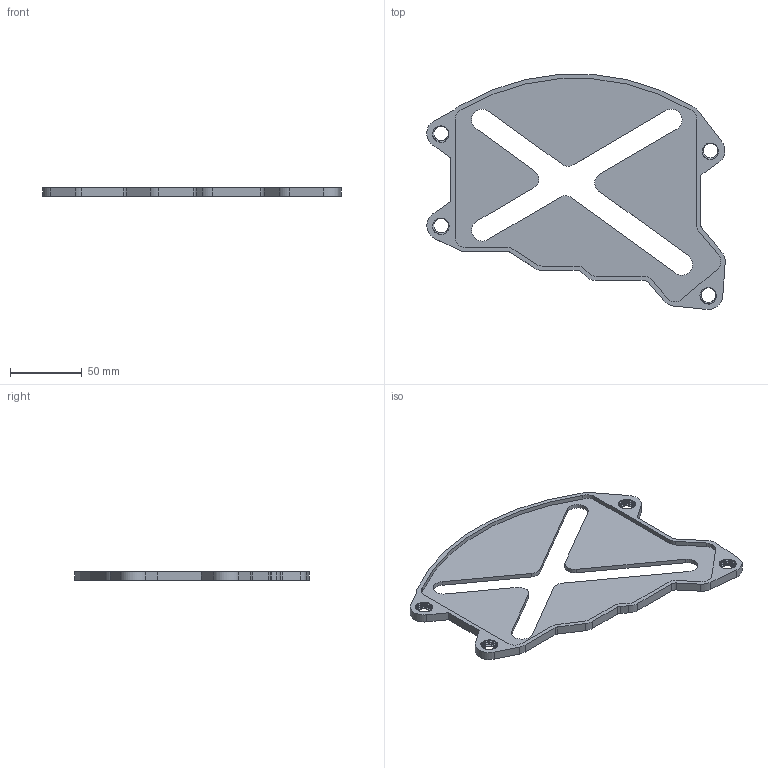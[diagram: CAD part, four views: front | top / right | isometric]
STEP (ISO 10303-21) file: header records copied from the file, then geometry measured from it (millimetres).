
FILE_DESCRIPTION(/* description */ (''),/* implementation_level */ '2;1');
FILE_NAME(/* name */ 'TentingLeft.step',/* time_stamp */ '2024-06-18T21:45:55+02:00',/* author */ (''),/* organization */ (''),/* preprocessor_version */ 'ST-DEVELOPER v20',/* originating_system */ 'Autodesk Translation Framework v12.14.0.127',/* authorisation */ '');
FILE_SCHEMA (('AUTOMOTIVE_DESIGN { 1 0 10303 214 3 1 1 }'));
Length unit declared in the file: millimetre
Products named in the file (1): tentingPrototype
Bounding box: 208.19 x 163.89 x 6 mm (x, y, z)
Volume: 66716 mm3; surface area: 47733.6 mm2
Topology: 1 solids, 1 shells, 185 faces, 532 edges, 345 vertices
Faces by surface type: cylinder 72, bspline 59, plane 38, torus 16
Full cylindrical faces by diameter (mm): 10.274 x8, 12.226 x9, 12.227 x3
Entity records: 18235 total; most frequent: CARTESIAN_POINT 13847, ORIENTED_EDGE 1054, DIRECTION 701, EDGE_CURVE 527, VERTEX_POINT 345, AXIS2_PLACEMENT_3D 266, B_SPLINE_CURVE_WITH_KNOTS 219, EDGE_LOOP 196
